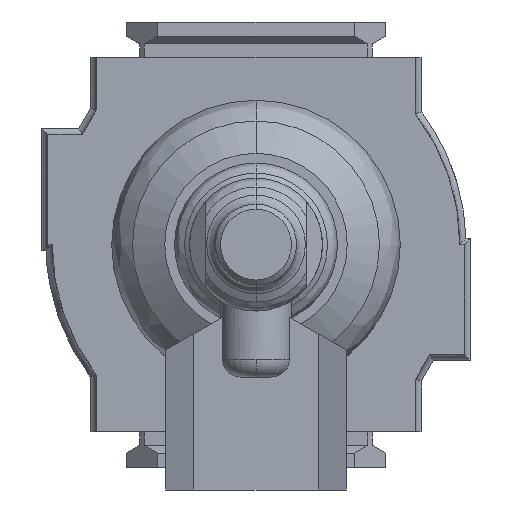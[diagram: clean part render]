
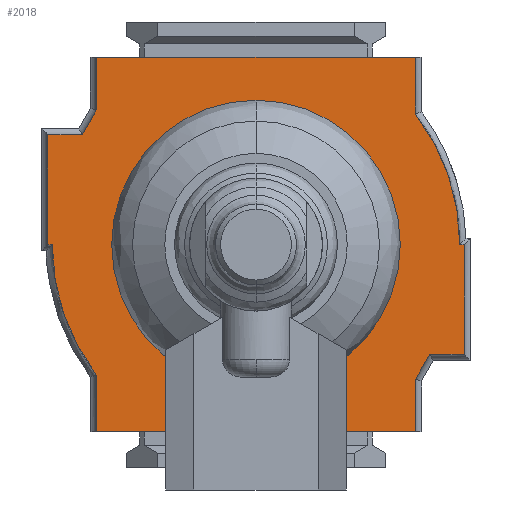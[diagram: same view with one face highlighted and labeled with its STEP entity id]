
A CAD part, front view. The second image highlights one B-rep face of the part: STEP entity #2018.
In plain terms, the highlighted face is planar.
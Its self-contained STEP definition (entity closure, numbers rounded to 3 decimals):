
#160 = EDGE_CURVE ( 'NONE', #6675, #2491, #6713, .T. ) ;
#167 = ORIENTED_EDGE ( 'NONE', *, *, #3723, .F. ) ;
#217 = CARTESIAN_POINT ( 'NONE',  ( 18., 27.325, -14.731 ) ) ;
#219 = DIRECTION ( 'NONE',  ( 0.496, 0., -0.868 ) ) ;
#287 = LINE ( 'NONE', #2312, #10788 ) ;
#440 = CARTESIAN_POINT ( 'NONE',  ( 19.6, 27.325, 12.4 ) ) ;
#505 = CARTESIAN_POINT ( 'NONE',  ( 18., 27.325, 21.125 ) ) ;
#577 = CARTESIAN_POINT ( 'NONE',  ( -19.6, 27.325, -12.4 ) ) ;
#698 = ORIENTED_EDGE ( 'NONE', *, *, #9277, .F. ) ;
#744 = CARTESIAN_POINT ( 'NONE',  ( -23., 27.325, 0. ) ) ;
#765 = LINE ( 'NONE', #10402, #5583 ) ;
#885 = CARTESIAN_POINT ( 'NONE',  ( -23.5, 27.325, -12.4 ) ) ;
#1199 = EDGE_CURVE ( 'NONE', #4215, #1447, #2345, .T. ) ;
#1221 = VECTOR ( 'NONE', #9820, 1000. ) ;
#1242 = ORIENTED_EDGE ( 'NONE', *, *, #7644, .F. ) ;
#1445 = LINE ( 'NONE', #9756, #11443 ) ;
#1447 = VERTEX_POINT ( 'NONE', #3326 ) ;
#1498 = DIRECTION ( 'NONE',  ( 0., 0., 1. ) ) ;
#1706 = CARTESIAN_POINT ( 'NONE',  ( 23., 27.325, 0. ) ) ;
#1979 = DIRECTION ( 'NONE',  ( 0., -1., 0. ) ) ;
#2018 = ADVANCED_FACE ( 'NONE', ( #2348 ), #3510, .T. ) ;
#2084 = EDGE_CURVE ( 'NONE', #1447, #9692, #12938, .T. ) ;
#2270 = EDGE_CURVE ( 'NONE', #12627, #6675, #9029, .T. ) ;
#2312 = CARTESIAN_POINT ( 'NONE',  ( -18., 27.325, 21.125 ) ) ;
#2345 = LINE ( 'NONE', #11965, #12333 ) ;
#2348 = FACE_OUTER_BOUND ( 'NONE', #9093, .T. ) ;
#2394 = VECTOR ( 'NONE', #6158, 1000. ) ;
#2440 = VERTEX_POINT ( 'NONE', #10563 ) ;
#2491 = VERTEX_POINT ( 'NONE', #9581 ) ;
#2553 = ORIENTED_EDGE ( 'NONE', *, *, #12532, .F. ) ;
#2613 = VECTOR ( 'NONE', #10211, 1000. ) ;
#2961 = VECTOR ( 'NONE', #219, 1000. ) ;
#3064 = DIRECTION ( 'NONE',  ( 0., 0., -1. ) ) ;
#3326 = CARTESIAN_POINT ( 'NONE',  ( -18., 27.325, -21.125 ) ) ;
#3385 = DIRECTION ( 'NONE',  ( 0., 0., 1. ) ) ;
#3510 = PLANE ( 'NONE',  #13462 ) ;
#3647 = DIRECTION ( 'NONE',  ( 0., 1., 0. ) ) ;
#3723 = EDGE_CURVE ( 'NONE', #11549, #9382, #4425, .T. ) ;
#3858 = LINE ( 'NONE', #11425, #2394 ) ;
#3998 = ORIENTED_EDGE ( 'NONE', *, *, #9648, .F. ) ;
#4143 = DIRECTION ( 'NONE',  ( 0., -1., 0. ) ) ;
#4151 = ORIENTED_EDGE ( 'NONE', *, *, #5096, .F. ) ;
#4215 = VERTEX_POINT ( 'NONE', #13244 ) ;
#4420 = CARTESIAN_POINT ( 'NONE',  ( 18., 27.325, -21.125 ) ) ;
#4425 = CIRCLE ( 'NONE', #10395, 24.2 ) ;
#4507 = ORIENTED_EDGE ( 'NONE', *, *, #8608, .F. ) ;
#4522 = DIRECTION ( 'NONE',  ( 0., 0., -1. ) ) ;
#4561 = CARTESIAN_POINT ( 'NONE',  ( 18., 27.325, -21.125 ) ) ;
#4923 = CARTESIAN_POINT ( 'NONE',  ( -23.5, 27.325, -12.4 ) ) ;
#5096 = EDGE_CURVE ( 'NONE', #8071, #12790, #765, .T. ) ;
#5248 = ORIENTED_EDGE ( 'NONE', *, *, #160, .F. ) ;
#5473 = ORIENTED_EDGE ( 'NONE', *, *, #11585, .F. ) ;
#5583 = VECTOR ( 'NONE', #3064, 1000. ) ;
#5768 = LINE ( 'NONE', #4923, #9365 ) ;
#5790 = ORIENTED_EDGE ( 'NONE', *, *, #2084, .F. ) ;
#6013 = LINE ( 'NONE', #1706, #11650 ) ;
#6144 = ORIENTED_EDGE ( 'NONE', *, *, #1199, .F. ) ;
#6158 = DIRECTION ( 'NONE',  ( 0., 0., 1. ) ) ;
#6219 = ORIENTED_EDGE ( 'NONE', *, *, #2270, .F. ) ;
#6640 = CARTESIAN_POINT ( 'NONE',  ( 18., 27.325, 21.125 ) ) ;
#6670 = LINE ( 'NONE', #9849, #2961 ) ;
#6675 = VERTEX_POINT ( 'NONE', #505 ) ;
#6713 = LINE ( 'NONE', #6640, #1221 ) ;
#6857 = CARTESIAN_POINT ( 'NONE',  ( -23.5, 27.325, 0. ) ) ;
#7256 = CARTESIAN_POINT ( 'NONE',  ( -1.2, 27.325, 0. ) ) ;
#7644 = EDGE_CURVE ( 'NONE', #12925, #4215, #6670, .T. ) ;
#7689 = CARTESIAN_POINT ( 'NONE',  ( 18., 27.325, 15.2 ) ) ;
#7691 = ORIENTED_EDGE ( 'NONE', *, *, #10491, .F. ) ;
#7927 = ORIENTED_EDGE ( 'NONE', *, *, #12165, .F. ) ;
#7992 = CARTESIAN_POINT ( 'NONE',  ( 18., 27.325, 15.2 ) ) ;
#8071 = VERTEX_POINT ( 'NONE', #6857 ) ;
#8244 = AXIS2_PLACEMENT_3D ( 'NONE', #13629, #4143, #10586 ) ;
#8400 = CARTESIAN_POINT ( 'NONE',  ( 23.5, 27.325, 0. ) ) ;
#8608 = EDGE_CURVE ( 'NONE', #2440, #11086, #12896, .T. ) ;
#8907 = DIRECTION ( 'NONE',  ( 1., 0., 0. ) ) ;
#9029 = LINE ( 'NONE', #7992, #2613 ) ;
#9093 = EDGE_LOOP ( 'NONE', ( #1242, #698, #4151, #2553, #4507, #13010, #5248, #6219, #3998, #5473, #11069, #7927, #167, #7691, #5790, #6144 ) ) ;
#9277 = EDGE_CURVE ( 'NONE', #12790, #12925, #5768, .T. ) ;
#9365 = VECTOR ( 'NONE', #13303, 1000. ) ;
#9382 = VERTEX_POINT ( 'NONE', #10254 ) ;
#9519 = VERTEX_POINT ( 'NONE', #10522 ) ;
#9581 = CARTESIAN_POINT ( 'NONE',  ( -18., 27.325, 21.125 ) ) ;
#9648 = EDGE_CURVE ( 'NONE', #13591, #12627, #12810, .T. ) ;
#9692 = VERTEX_POINT ( 'NONE', #4420 ) ;
#9756 = CARTESIAN_POINT ( 'NONE',  ( -23., 27.325, 0. ) ) ;
#9771 = LINE ( 'NONE', #9848, #10110 ) ;
#9820 = DIRECTION ( 'NONE',  ( -1., 0., 0. ) ) ;
#9834 = DIRECTION ( 'NONE',  ( -1., 0., 0. ) ) ;
#9848 = CARTESIAN_POINT ( 'NONE',  ( 23.5, 27.325, 12.4 ) ) ;
#9849 = CARTESIAN_POINT ( 'NONE',  ( -19.6, 27.325, -12.4 ) ) ;
#10001 = DIRECTION ( 'NONE',  ( -0.496, 0., 0.868 ) ) ;
#10110 = VECTOR ( 'NONE', #11936, 1000. ) ;
#10211 = DIRECTION ( 'NONE',  ( 0., 0., 1. ) ) ;
#10254 = CARTESIAN_POINT ( 'NONE',  ( 23., 27.325, 0. ) ) ;
#10360 = DIRECTION ( 'NONE',  ( 1., 0., 0. ) ) ;
#10395 = AXIS2_PLACEMENT_3D ( 'NONE', #7256, #1979, #10360 ) ;
#10402 = CARTESIAN_POINT ( 'NONE',  ( -23.5, 27.325, 0. ) ) ;
#10491 = EDGE_CURVE ( 'NONE', #9692, #11549, #11977, .T. ) ;
#10522 = CARTESIAN_POINT ( 'NONE',  ( 23.5, 27.325, 12.4 ) ) ;
#10563 = CARTESIAN_POINT ( 'NONE',  ( -18., 27.325, 14.731 ) ) ;
#10586 = DIRECTION ( 'NONE',  ( 1., 0., 0. ) ) ;
#10788 = VECTOR ( 'NONE', #4522, 1000. ) ;
#10809 = CARTESIAN_POINT ( 'NONE',  ( 24.44, 27.325, -21.97 ) ) ;
#11069 = ORIENTED_EDGE ( 'NONE', *, *, #13697, .F. ) ;
#11086 = VERTEX_POINT ( 'NONE', #744 ) ;
#11150 = DIRECTION ( 'NONE',  ( 1., 0., 0. ) ) ;
#11172 = VECTOR ( 'NONE', #10001, 1000. ) ;
#11407 = VERTEX_POINT ( 'NONE', #8400 ) ;
#11425 = CARTESIAN_POINT ( 'NONE',  ( 23.5, 27.325, 0. ) ) ;
#11443 = VECTOR ( 'NONE', #9834, 1000. ) ;
#11549 = VERTEX_POINT ( 'NONE', #217 ) ;
#11585 = EDGE_CURVE ( 'NONE', #9519, #13591, #9771, .T. ) ;
#11602 = EDGE_CURVE ( 'NONE', #2491, #2440, #287, .T. ) ;
#11617 = VECTOR ( 'NONE', #3385, 1000. ) ;
#11650 = VECTOR ( 'NONE', #11150, 1000. ) ;
#11906 = CARTESIAN_POINT ( 'NONE',  ( -18., 27.325, -21.125 ) ) ;
#11936 = DIRECTION ( 'NONE',  ( -1., 0., 0. ) ) ;
#11965 = CARTESIAN_POINT ( 'NONE',  ( -18., 27.325, -15.2 ) ) ;
#11977 = LINE ( 'NONE', #4561, #11617 ) ;
#12165 = EDGE_CURVE ( 'NONE', #9382, #11407, #6013, .T. ) ;
#12333 = VECTOR ( 'NONE', #12933, 1000. ) ;
#12532 = EDGE_CURVE ( 'NONE', #11086, #8071, #1445, .T. ) ;
#12616 = CARTESIAN_POINT ( 'NONE',  ( 19.6, 27.325, 12.4 ) ) ;
#12627 = VERTEX_POINT ( 'NONE', #7689 ) ;
#12790 = VERTEX_POINT ( 'NONE', #885 ) ;
#12810 = LINE ( 'NONE', #440, #11172 ) ;
#12896 = CIRCLE ( 'NONE', #8244, 24.2 ) ;
#12925 = VERTEX_POINT ( 'NONE', #577 ) ;
#12933 = DIRECTION ( 'NONE',  ( 0., 0., -1. ) ) ;
#12938 = LINE ( 'NONE', #11906, #13233 ) ;
#13010 = ORIENTED_EDGE ( 'NONE', *, *, #11602, .F. ) ;
#13233 = VECTOR ( 'NONE', #8907, 1000. ) ;
#13244 = CARTESIAN_POINT ( 'NONE',  ( -18., 27.325, -15.2 ) ) ;
#13303 = DIRECTION ( 'NONE',  ( 1., 0., 0. ) ) ;
#13462 = AXIS2_PLACEMENT_3D ( 'NONE', #10809, #3647, #1498 ) ;
#13591 = VERTEX_POINT ( 'NONE', #12616 ) ;
#13629 = CARTESIAN_POINT ( 'NONE',  ( 1.2, 27.325, 0. ) ) ;
#13697 = EDGE_CURVE ( 'NONE', #11407, #9519, #3858, .T. ) ;
